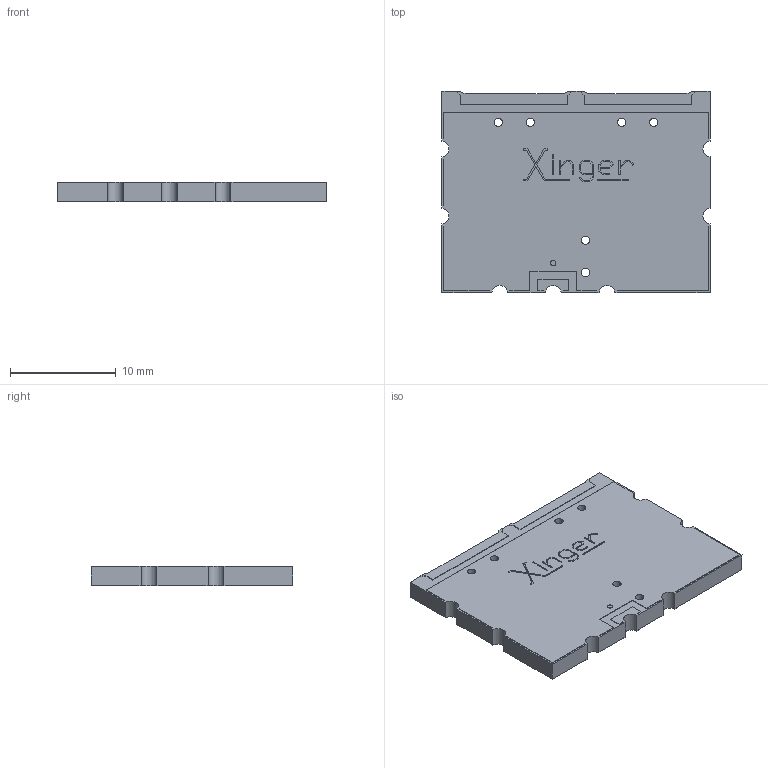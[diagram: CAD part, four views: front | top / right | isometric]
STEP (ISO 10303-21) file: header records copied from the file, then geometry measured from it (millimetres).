
FILE_DESCRIPTION (( 'STEP AP203' ), '1' );
FILE_NAME ('XMB0810G3-5025G.STEP', '2025-11-06T13:07:56', ( '' ), ( '' ), 'SwSTEP 2.0', 'SolidWorks 2023', '' );
FILE_SCHEMA (( 'CONFIG_CONTROL_DESIGN' ));
Length unit declared in the file: inch
Products named in the file (1): XMB0810G3-5025G
Bounding box: 25.4 x 19.05 x 1.83 mm (x, y, z)
Volume: 858.2 mm3; surface area: 1155.1 mm2
Topology: 1 solids, 1 shells, 912 faces, 2664 edges, 1776 vertices
Faces by surface type: plane 767, cylinder 145
Entity records: 29941 total; most frequent: CARTESIAN_POINT 5353, ORIENTED_EDGE 5328, DIRECTION 4780, EDGE_CURVE 2664, LINE 2374, VECTOR 2374, VERTEX_POINT 1776, AXIS2_PLACEMENT_3D 1203
